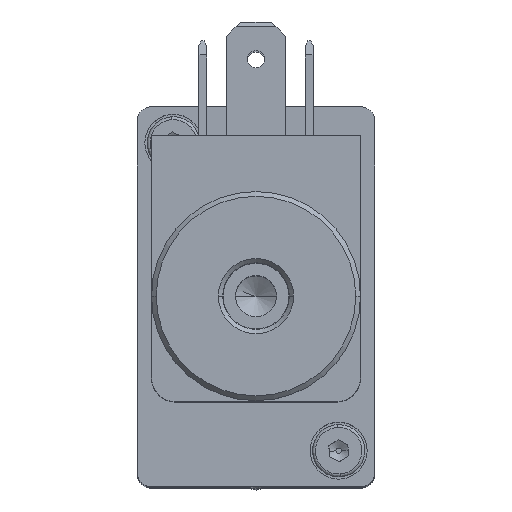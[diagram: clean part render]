
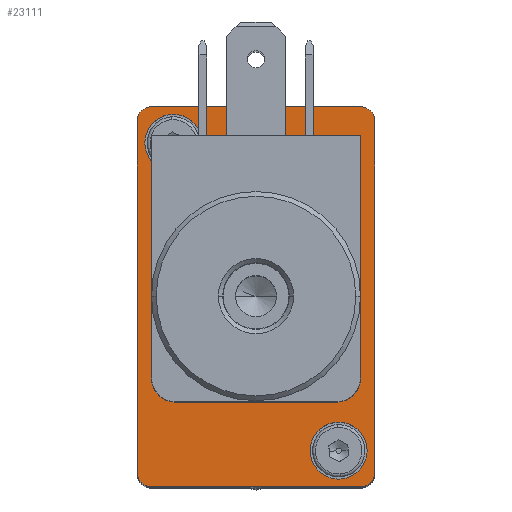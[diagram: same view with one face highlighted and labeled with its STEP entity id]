
A CAD part, top view. The second image highlights one B-rep face of the part: STEP entity #23111.
In plain terms, the highlighted face is planar.
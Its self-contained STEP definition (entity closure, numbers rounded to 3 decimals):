
#15283=CARTESIAN_POINT('',(7.2,25.75,15.2));
#15284=VERTEX_POINT('',#15283);
#15300=CARTESIAN_POINT('',(7.2,25.75,9.2));
#15301=VERTEX_POINT('',#15300);
#15308=CARTESIAN_POINT('',(7.2,25.75,12.2));
#15309=DIRECTION('',(0.0,-1.0,0.0));
#15310=DIRECTION('',(0.0,0.0,1.0));
#15311=AXIS2_PLACEMENT_3D('',#15308,#15309,#15310);
#15312=CIRCLE('',#15311,3.0);
#15313=EDGE_CURVE('',#15284,#15301,#15312,.T.);
#15325=CARTESIAN_POINT('',(-10.2,25.75,-17.2));
#15326=VERTEX_POINT('',#15325);
#15342=CARTESIAN_POINT('',(-10.2,25.75,-23.2));
#15343=VERTEX_POINT('',#15342);
#15350=CARTESIAN_POINT('',(-10.2,25.75,-20.2));
#15351=DIRECTION('',(0.0,-1.0,0.0));
#15352=DIRECTION('',(0.0,0.0,1.0));
#15353=AXIS2_PLACEMENT_3D('',#15350,#15351,#15352);
#15354=CIRCLE('',#15353,3.0);
#15355=EDGE_CURVE('',#15326,#15343,#15354,.T.);
#15367=CARTESIAN_POINT('',(-13.561,25.75,15.561));
#15368=VERTEX_POINT('',#15367);
#15384=CARTESIAN_POINT('',(-12.5,25.75,16.));
#15385=VERTEX_POINT('',#15384);
#15392=CARTESIAN_POINT('',(-12.5,25.75,14.5));
#15393=DIRECTION('',(0.0,-1.,0.0));
#15394=DIRECTION('',(-0.707,0.0,0.707));
#15395=AXIS2_PLACEMENT_3D('',#15392,#15393,#15394);
#15396=CIRCLE('',#15395,1.5);
#15397=EDGE_CURVE('',#15385,#15368,#15396,.T.);
#15409=CARTESIAN_POINT('',(-13.561,25.75,-23.561));
#15410=VERTEX_POINT('',#15409);
#15426=CARTESIAN_POINT('',(-14.0,25.75,-22.5));
#15427=VERTEX_POINT('',#15426);
#15434=CARTESIAN_POINT('',(-12.5,25.75,-22.5));
#15435=DIRECTION('',(0.0,-1.,0.0));
#15436=DIRECTION('',(-0.707,0.0,-0.707));
#15437=AXIS2_PLACEMENT_3D('',#15434,#15435,#15436);
#15438=CIRCLE('',#15437,1.5);
#15439=EDGE_CURVE('',#15427,#15410,#15438,.T.);
#15451=CARTESIAN_POINT('',(10.561,25.75,-23.561));
#15452=VERTEX_POINT('',#15451);
#15468=CARTESIAN_POINT('',(9.5,25.75,-24.0));
#15469=VERTEX_POINT('',#15468);
#15476=CARTESIAN_POINT('',(9.5,25.75,-22.5));
#15477=DIRECTION('',(0.0,-1.,0.0));
#15478=DIRECTION('',(0.707,0.0,-0.707));
#15479=AXIS2_PLACEMENT_3D('',#15476,#15477,#15478);
#15480=CIRCLE('',#15479,1.5);
#15481=EDGE_CURVE('',#15469,#15452,#15480,.T.);
#15493=CARTESIAN_POINT('',(10.561,25.75,15.561));
#15494=VERTEX_POINT('',#15493);
#15510=CARTESIAN_POINT('',(11.0,25.75,14.5));
#15511=VERTEX_POINT('',#15510);
#15518=CARTESIAN_POINT('',(9.5,25.75,14.5));
#15519=DIRECTION('',(0.0,-1.,0.0));
#15520=DIRECTION('',(0.707,0.0,0.707));
#15521=AXIS2_PLACEMENT_3D('',#15518,#15519,#15520);
#15522=CIRCLE('',#15521,1.5);
#15523=EDGE_CURVE('',#15511,#15494,#15522,.T.);
#16221=CARTESIAN_POINT('',(-1.5,25.75,11.));
#16222=VERTEX_POINT('',#16221);
#16238=CARTESIAN_POINT('',(-1.5,25.75,6.));
#16239=VERTEX_POINT('',#16238);
#16246=CARTESIAN_POINT('',(-1.5,25.75,8.5));
#16247=DIRECTION('',(0.0,-1.0,0.0));
#16248=DIRECTION('',(0.0,0.0,1.0));
#16249=AXIS2_PLACEMENT_3D('',#16246,#16247,#16248);
#16250=CIRCLE('',#16249,2.5);
#16251=EDGE_CURVE('',#16222,#16239,#16250,.T.);
#16304=CARTESIAN_POINT('',(7.5,25.75,-4.));
#16305=VERTEX_POINT('',#16304);
#16321=CARTESIAN_POINT('',(-10.5,25.75,-4.));
#16322=VERTEX_POINT('',#16321);
#16329=CARTESIAN_POINT('',(-1.5,25.75,-4.));
#16330=DIRECTION('',(0.0,-1.0,0.0));
#16331=DIRECTION('',(1.0,0.0,0.0));
#16332=AXIS2_PLACEMENT_3D('',#16329,#16330,#16331);
#16333=CIRCLE('',#16332,9.0);
#16334=EDGE_CURVE('',#16305,#16322,#16333,.T.);
#20707=CARTESIAN_POINT('',(9.5,25.75,16.));
#20708=VERTEX_POINT('',#20707);
#20717=CARTESIAN_POINT('',(9.5,25.75,16.));
#20718=DIRECTION('',(-1.0,0.0,0.0));
#20719=VECTOR('',#20718,22.0);
#20720=LINE('',#20717,#20719);
#20721=EDGE_CURVE('',#20708,#15385,#20720,.T.);
#22138=CARTESIAN_POINT('',(-1.5,25.75,-4.));
#22139=DIRECTION('',(0.0,-1.0,0.0));
#22140=DIRECTION('',(1.0,0.0,0.0));
#22141=AXIS2_PLACEMENT_3D('',#22138,#22139,#22140);
#22142=CIRCLE('',#22141,9.0);
#22143=EDGE_CURVE('',#16322,#16305,#22142,.T.);
#22199=CARTESIAN_POINT('',(-1.5,25.75,8.5));
#22200=DIRECTION('',(0.0,-1.0,0.0));
#22201=DIRECTION('',(0.0,0.0,1.0));
#22202=AXIS2_PLACEMENT_3D('',#22199,#22200,#22201);
#22203=CIRCLE('',#22202,2.5);
#22204=EDGE_CURVE('',#16239,#16222,#22203,.T.);
#23007=CARTESIAN_POINT('',(9.5,25.75,14.5));
#23008=DIRECTION('',(0.0,-1.,0.0));
#23009=DIRECTION('',(0.707,0.0,0.707));
#23010=AXIS2_PLACEMENT_3D('',#23007,#23008,#23009);
#23011=CIRCLE('',#23010,1.5);
#23012=EDGE_CURVE('',#15494,#20708,#23011,.T.);
#23025=CARTESIAN_POINT('',(0.,25.75,0.));
#23026=DIRECTION('',(0.0,1.0,0.0));
#23027=DIRECTION('',(0.0,0.0,1.0));
#23028=AXIS2_PLACEMENT_3D('',#23025,#23026,#23027);
#23029=PLANE('',#23028);
#23030=ORIENTED_EDGE('',*,*,#15523,.F.);
#23031=CARTESIAN_POINT('',(11.0,25.75,-22.5));
#23032=VERTEX_POINT('',#23031);
#23033=CARTESIAN_POINT('',(11.0,25.75,-22.5));
#23034=DIRECTION('',(0.0,0.0,1.0));
#23035=VECTOR('',#23034,37.0);
#23036=LINE('',#23033,#23035);
#23037=EDGE_CURVE('',#23032,#15511,#23036,.T.);
#23038=ORIENTED_EDGE('',*,*,#23037,.F.);
#23039=CARTESIAN_POINT('',(9.5,25.75,-22.5));
#23040=DIRECTION('',(0.0,-1.,0.0));
#23041=DIRECTION('',(0.707,0.0,-0.707));
#23042=AXIS2_PLACEMENT_3D('',#23039,#23040,#23041);
#23043=CIRCLE('',#23042,1.5);
#23044=EDGE_CURVE('',#15452,#23032,#23043,.T.);
#23045=ORIENTED_EDGE('',*,*,#23044,.F.);
#23046=ORIENTED_EDGE('',*,*,#15481,.F.);
#23047=CARTESIAN_POINT('',(-12.5,25.75,-24.0));
#23048=VERTEX_POINT('',#23047);
#23049=CARTESIAN_POINT('',(-12.5,25.75,-24.0));
#23050=DIRECTION('',(1.0,0.0,0.0));
#23051=VECTOR('',#23050,22.0);
#23052=LINE('',#23049,#23051);
#23053=EDGE_CURVE('',#23048,#15469,#23052,.T.);
#23054=ORIENTED_EDGE('',*,*,#23053,.F.);
#23055=CARTESIAN_POINT('',(-12.5,25.75,-22.5));
#23056=DIRECTION('',(0.0,-1.,0.0));
#23057=DIRECTION('',(-0.707,0.0,-0.707));
#23058=AXIS2_PLACEMENT_3D('',#23055,#23056,#23057);
#23059=CIRCLE('',#23058,1.5);
#23060=EDGE_CURVE('',#15410,#23048,#23059,.T.);
#23061=ORIENTED_EDGE('',*,*,#23060,.F.);
#23062=ORIENTED_EDGE('',*,*,#15439,.F.);
#23063=CARTESIAN_POINT('',(-14.0,25.75,14.5));
#23064=VERTEX_POINT('',#23063);
#23065=CARTESIAN_POINT('',(-14.0,25.75,14.5));
#23066=DIRECTION('',(0.0,0.0,-1.0));
#23067=VECTOR('',#23066,37.0);
#23068=LINE('',#23065,#23067);
#23069=EDGE_CURVE('',#23064,#15427,#23068,.T.);
#23070=ORIENTED_EDGE('',*,*,#23069,.F.);
#23071=CARTESIAN_POINT('',(-12.5,25.75,14.5));
#23072=DIRECTION('',(0.0,-1.,0.0));
#23073=DIRECTION('',(-0.707,0.0,0.707));
#23074=AXIS2_PLACEMENT_3D('',#23071,#23072,#23073);
#23075=CIRCLE('',#23074,1.5);
#23076=EDGE_CURVE('',#15368,#23064,#23075,.T.);
#23077=ORIENTED_EDGE('',*,*,#23076,.F.);
#23078=ORIENTED_EDGE('',*,*,#15397,.F.);
#23079=ORIENTED_EDGE('',*,*,#20721,.F.);
#23080=ORIENTED_EDGE('',*,*,#23012,.F.);
#23081=EDGE_LOOP('',(#23030,#23038,#23045,#23046,#23054,#23061,#23062,#23070,#23077,#23078,#23079,#23080));
#23082=FACE_OUTER_BOUND('',#23081,.T.);
#23083=ORIENTED_EDGE('',*,*,#16334,.T.);
#23084=ORIENTED_EDGE('',*,*,#22143,.T.);
#23085=EDGE_LOOP('',(#23083,#23084));
#23086=FACE_BOUND('',#23085,.T.);
#23087=ORIENTED_EDGE('',*,*,#16251,.T.);
#23088=ORIENTED_EDGE('',*,*,#22204,.T.);
#23089=EDGE_LOOP('',(#23087,#23088));
#23090=FACE_BOUND('',#23089,.T.);
#23091=ORIENTED_EDGE('',*,*,#15355,.T.);
#23092=CARTESIAN_POINT('',(-10.2,25.75,-20.2));
#23093=DIRECTION('',(0.0,-1.0,0.0));
#23094=DIRECTION('',(0.0,0.0,1.0));
#23095=AXIS2_PLACEMENT_3D('',#23092,#23093,#23094);
#23096=CIRCLE('',#23095,3.0);
#23097=EDGE_CURVE('',#15343,#15326,#23096,.T.);
#23098=ORIENTED_EDGE('',*,*,#23097,.T.);
#23099=EDGE_LOOP('',(#23091,#23098));
#23100=FACE_BOUND('',#23099,.T.);
#23101=ORIENTED_EDGE('',*,*,#15313,.T.);
#23102=CARTESIAN_POINT('',(7.2,25.75,12.2));
#23103=DIRECTION('',(0.0,-1.0,0.0));
#23104=DIRECTION('',(0.0,0.0,1.0));
#23105=AXIS2_PLACEMENT_3D('',#23102,#23103,#23104);
#23106=CIRCLE('',#23105,3.0);
#23107=EDGE_CURVE('',#15301,#15284,#23106,.T.);
#23108=ORIENTED_EDGE('',*,*,#23107,.T.);
#23109=EDGE_LOOP('',(#23101,#23108));
#23110=FACE_BOUND('',#23109,.T.);
#23111=ADVANCED_FACE('',(#23082,#23086,#23090,#23100,#23110),#23029,.T.);
